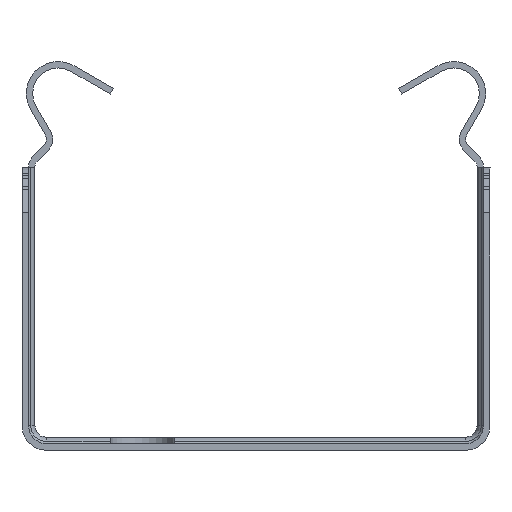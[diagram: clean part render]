
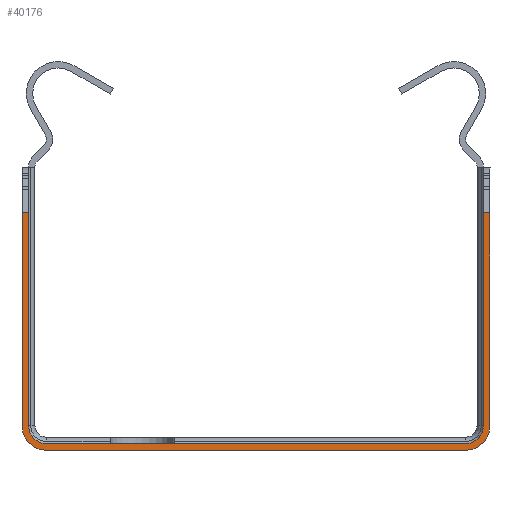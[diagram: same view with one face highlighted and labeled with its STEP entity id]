
A CAD part, front view. The second image highlights one B-rep face of the part: STEP entity #40176.
In plain terms, the highlighted planar face has unit normal (0, -1, 0).
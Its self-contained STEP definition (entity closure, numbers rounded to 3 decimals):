
#2441=CIRCLE('',#43769,2.7);
#2442=CIRCLE('',#43771,2.7);
#2500=CIRCLE('',#43913,2.);
#2501=CIRCLE('',#43916,2.);
#5364=FACE_OUTER_BOUND('',#8121,.T.);
#8121=EDGE_LOOP('',(#37018,#37019,#37020,#37021,#37022,#37023,#37024,#37025,
#37026,#37027,#37028,#37029));
#10281=LINE('',#61332,#14277);
#11941=LINE('',#66359,#15937);
#11966=LINE('',#66452,#15962);
#12107=LINE('',#66846,#16103);
#12109=LINE('',#66850,#16105);
#12111=LINE('',#66855,#16107);
#12114=LINE('',#66863,#16110);
#12117=LINE('',#66870,#16113);
#14277=VECTOR('',#49798,10.);
#15937=VECTOR('',#54844,10.);
#15962=VECTOR('',#54919,10.);
#16103=VECTOR('',#55330,10.);
#16105=VECTOR('',#55334,10.);
#16107=VECTOR('',#55340,10.);
#16110=VECTOR('',#55349,10.);
#16113=VECTOR('',#55358,10.);
#18064=VERTEX_POINT('',#61329);
#18065=VERTEX_POINT('',#61331);
#19720=VERTEX_POINT('',#66356);
#19721=VERTEX_POINT('',#66358);
#19761=VERTEX_POINT('',#66442);
#19764=VERTEX_POINT('',#66450);
#19882=VERTEX_POINT('',#66844);
#19883=VERTEX_POINT('',#66848);
#19884=VERTEX_POINT('',#66854);
#19885=VERTEX_POINT('',#66858);
#19886=VERTEX_POINT('',#66862);
#19887=VERTEX_POINT('',#66866);
#22840=EDGE_CURVE('',#18065,#18064,#10281,.T.);
#25345=EDGE_CURVE('',#19721,#19720,#11941,.T.);
#25386=EDGE_CURVE('',#19720,#18065,#2441,.T.);
#25388=EDGE_CURVE('',#18064,#19761,#2442,.T.);
#25392=EDGE_CURVE('',#19761,#19764,#11966,.T.);
#25589=EDGE_CURVE('',#19882,#19721,#12107,.T.);
#25591=EDGE_CURVE('',#19764,#19883,#12109,.T.);
#25593=EDGE_CURVE('',#19884,#19882,#12111,.T.);
#25595=EDGE_CURVE('',#19885,#19884,#2500,.T.);
#25597=EDGE_CURVE('',#19886,#19885,#12114,.T.);
#25599=EDGE_CURVE('',#19887,#19886,#2501,.T.);
#25601=EDGE_CURVE('',#19883,#19887,#12117,.T.);
#37018=ORIENTED_EDGE('',*,*,#25591,.T.);
#37019=ORIENTED_EDGE('',*,*,#25601,.T.);
#37020=ORIENTED_EDGE('',*,*,#25599,.T.);
#37021=ORIENTED_EDGE('',*,*,#25597,.T.);
#37022=ORIENTED_EDGE('',*,*,#25595,.T.);
#37023=ORIENTED_EDGE('',*,*,#25593,.T.);
#37024=ORIENTED_EDGE('',*,*,#25589,.T.);
#37025=ORIENTED_EDGE('',*,*,#25345,.T.);
#37026=ORIENTED_EDGE('',*,*,#25386,.T.);
#37027=ORIENTED_EDGE('',*,*,#22840,.T.);
#37028=ORIENTED_EDGE('',*,*,#25388,.T.);
#37029=ORIENTED_EDGE('',*,*,#25392,.T.);
#38170=PLANE('',#43918);
#40176=ADVANCED_FACE('',(#5364),#38170,.T.);
#43769=AXIS2_PLACEMENT_3D('',#66440,#54906,#54907);
#43771=AXIS2_PLACEMENT_3D('',#66444,#54911,#54912);
#43913=AXIS2_PLACEMENT_3D('',#66859,#55344,#55345);
#43916=AXIS2_PLACEMENT_3D('',#66867,#55353,#55354);
#43918=AXIS2_PLACEMENT_3D('',#66871,#55359,#55360);
#49798=DIRECTION('',(1.,0.,0.));
#54844=DIRECTION('',(0.,0.,-1.));
#54906=DIRECTION('center_axis',(0.,-1.,0.));
#54907=DIRECTION('ref_axis',(-1.,0.,0.));
#54911=DIRECTION('center_axis',(0.,-1.,0.));
#54912=DIRECTION('ref_axis',(0.,0.,-1.));
#54919=DIRECTION('',(0.,0.,1.));
#55330=DIRECTION('',(-1.,0.,0.));
#55334=DIRECTION('',(-1.,0.,0.));
#55340=DIRECTION('',(0.,0.,1.));
#55344=DIRECTION('center_axis',(0.,1.,0.));
#55345=DIRECTION('ref_axis',(1.,0.,0.));
#55349=DIRECTION('',(-1.,0.,0.));
#55353=DIRECTION('center_axis',(0.,1.,0.));
#55354=DIRECTION('ref_axis',(0.,0.,1.));
#55358=DIRECTION('',(0.,0.,-1.));
#55359=DIRECTION('center_axis',(0.,-1.,0.));
#55360=DIRECTION('ref_axis',(0.,0.,-1.));
#61329=CARTESIAN_POINT('',(23.,-36.,-0.7));
#61331=CARTESIAN_POINT('',(-23.,-36.,-0.7));
#61332=CARTESIAN_POINT('',(-23.,-36.,-0.7));
#66356=CARTESIAN_POINT('',(-25.7,-36.,2.));
#66358=CARTESIAN_POINT('',(-25.7,-36.,25.387));
#66359=CARTESIAN_POINT('',(-25.7,-36.,30.387));
#66440=CARTESIAN_POINT('Origin',(-23.,-36.,2.));
#66442=CARTESIAN_POINT('',(25.7,-36.,2.));
#66444=CARTESIAN_POINT('Origin',(23.,-36.,2.));
#66450=CARTESIAN_POINT('',(25.7,-36.,25.387));
#66452=CARTESIAN_POINT('',(25.7,-36.,2.));
#66844=CARTESIAN_POINT('',(-25.,-36.,25.387));
#66846=CARTESIAN_POINT('',(12.5,-36.,25.387));
#66848=CARTESIAN_POINT('',(25.,-36.,25.387));
#66850=CARTESIAN_POINT('',(12.5,-36.,25.387));
#66854=CARTESIAN_POINT('',(-25.,-36.,2.));
#66855=CARTESIAN_POINT('',(-25.,-36.,2.));
#66858=CARTESIAN_POINT('',(-23.,-36.,0.));
#66859=CARTESIAN_POINT('Origin',(-23.,-36.,2.));
#66862=CARTESIAN_POINT('',(23.,-36.,0.));
#66863=CARTESIAN_POINT('',(23.,-36.,0.));
#66866=CARTESIAN_POINT('',(25.,-36.,2.));
#66867=CARTESIAN_POINT('Origin',(23.,-36.,2.));
#66870=CARTESIAN_POINT('',(25.,-36.,30.387));
#66871=CARTESIAN_POINT('Origin',(0.,-36.,14.844));
